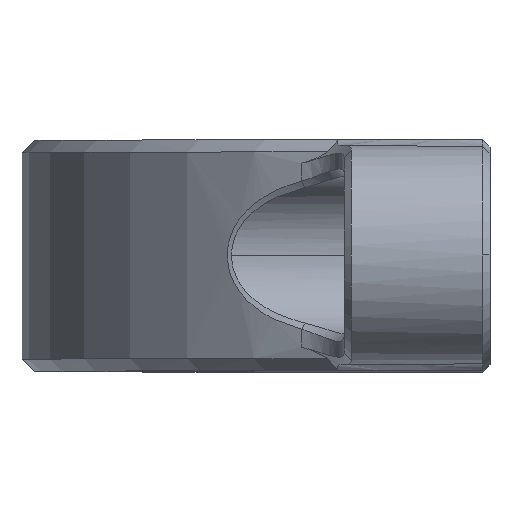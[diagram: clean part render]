
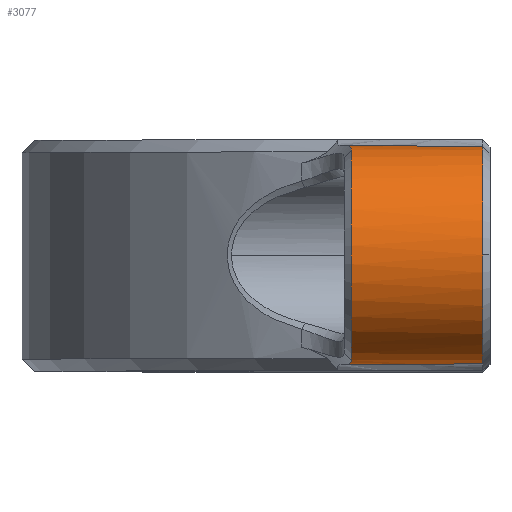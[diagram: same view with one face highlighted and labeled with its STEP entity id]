
A CAD part, top view. The second image highlights one B-rep face of the part: STEP entity #3077.
In plain terms, the highlighted cylindrical face has radius 4.5 mm (diameter 9 mm), a partial arc.
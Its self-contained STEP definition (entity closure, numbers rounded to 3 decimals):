
#85 = CARTESIAN_POINT ( 'NONE',  ( 26.243, 27.571, 20.01 ) ) ;
#209 = CARTESIAN_POINT ( 'NONE',  ( 27.204, 23.1, 19.5 ) ) ;
#240 = B_SPLINE_CURVE_WITH_KNOTS ( 'NONE', 3,
 ( #3657, #3675, #4442, #1197, #2024, #3608 ),
 .UNSPECIFIED., .F., .F.,
 ( 4, 2, 4 ),
 ( 0.424, 0.712, 1. ),
 .UNSPECIFIED. ) ;
#253 = EDGE_CURVE ( 'NONE', #3202, #1368, #2088, .T. ) ;
#297 = CARTESIAN_POINT ( 'NONE',  ( 21.492, 27.594, 19.264 ) ) ;
#427 = CARTESIAN_POINT ( 'NONE',  ( 23.379, 18.6, 19.644 ) ) ;
#456 = EDGE_CURVE ( 'NONE', #1419, #5392, #2101, .T. ) ;
#522 = ORIENTED_EDGE ( 'NONE', *, *, #253, .T. ) ;
#526 = ORIENTED_EDGE ( 'NONE', *, *, #4086, .T. ) ;
#572 = AXIS2_PLACEMENT_3D ( 'NONE', #3407, #4695, #1341 ) ;
#710 = FACE_OUTER_BOUND ( 'NONE', #3701, .T. ) ;
#804 = EDGE_CURVE ( 'NONE', #1368, #4687, #4906, .T. ) ;
#847 = CARTESIAN_POINT ( 'NONE',  ( 27.204, 18.633, 20.043 ) ) ;
#867 = CARTESIAN_POINT ( 'NONE',  ( 25.285, 18.617, 19.918 ) ) ;
#1153 = CARTESIAN_POINT ( 'NONE',  ( 21.492, 18.606, 19.264 ) ) ;
#1197 = CARTESIAN_POINT ( 'NONE',  ( 21.775, 27.544, 20.252 ) ) ;
#1248 = CARTESIAN_POINT ( 'NONE',  ( 21.672, 18.6, 19.747 ) ) ;
#1267 = CARTESIAN_POINT ( 'NONE',  ( 21.594, 18.594, 19.498 ) ) ;
#1323 = EDGE_CURVE ( 'NONE', #1850, #1419, #5042, .T. ) ;
#1341 = DIRECTION ( 'NONE',  ( 0., 0., -1. ) ) ;
#1345 = AXIS2_PLACEMENT_3D ( 'NONE', #3402, #3819, #4655 ) ;
#1368 = VERTEX_POINT ( 'NONE', #4227 ) ;
#1379 = ORIENTED_EDGE ( 'NONE', *, *, #4303, .T. ) ;
#1387 = ORIENTED_EDGE ( 'NONE', *, *, #456, .T. ) ;
#1399 = DIRECTION ( 'NONE',  ( -1., 0., 0. ) ) ;
#1419 = VERTEX_POINT ( 'NONE', #3214 ) ;
#1629 = CARTESIAN_POINT ( 'NONE',  ( 21.8, 18.779, 20.755 ) ) ;
#1658 = EDGE_CURVE ( 'NONE', #4687, #2307, #2544, .T. ) ;
#1850 = VERTEX_POINT ( 'NONE', #2486 ) ;
#1856 = CARTESIAN_POINT ( 'NONE',  ( 27.204, 27.567, 20.043 ) ) ;
#2024 = CARTESIAN_POINT ( 'NONE',  ( 21.8, 27.495, 20.502 ) ) ;
#2088 = CIRCLE ( 'NONE', #4786, 4.5 ) ;
#2101 = B_SPLINE_CURVE_WITH_KNOTS ( 'NONE', 3,
 ( #1629, #3349, #3692, #1248, #1267, #4154 ),
 .UNSPECIFIED., .F., .F.,
 ( 4, 2, 4 ),
 ( 0., 0.288, 0.576 ),
 .UNSPECIFIED. ) ;
#2152 = CARTESIAN_POINT ( 'NONE',  ( 26.243, 18.629, 20.01 ) ) ;
#2170 = AXIS2_PLACEMENT_3D ( 'NONE', #3497, #1399, #5192 ) ;
#2307 = VERTEX_POINT ( 'NONE', #3434 ) ;
#2344 = DIRECTION ( 'NONE',  ( -1., 0., 0. ) ) ;
#2486 = CARTESIAN_POINT ( 'NONE',  ( 21.8, 27.421, 20.755 ) ) ;
#2544 = B_SPLINE_CURVE_WITH_KNOTS ( 'NONE', 3,
 ( #1856, #85, #3621, #4045, #3588, #297 ),
 .UNSPECIFIED., .F., .F.,
 ( 4, 2, 4 ),
 ( 0.001, 0.004, 0.007 ),
 .UNSPECIFIED. ) ;
#2760 = DIRECTION ( 'NONE',  ( 0., 0., 1. ) ) ;
#2940 = ORIENTED_EDGE ( 'NONE', *, *, #804, .T. ) ;
#3077 = ADVANCED_FACE ( 'NONE', ( #710 ), #4333, .T. ) ;
#3202 = VERTEX_POINT ( 'NONE', #4002 ) ;
#3214 = CARTESIAN_POINT ( 'NONE',  ( 21.8, 18.779, 20.755 ) ) ;
#3349 = CARTESIAN_POINT ( 'NONE',  ( 21.8, 18.705, 20.502 ) ) ;
#3402 = CARTESIAN_POINT ( 'NONE',  ( 21.5, 23.1, 19.5 ) ) ;
#3407 = CARTESIAN_POINT ( 'NONE',  ( 21.8, 23.1, 19.5 ) ) ;
#3434 = CARTESIAN_POINT ( 'NONE',  ( 21.492, 27.594, 19.264 ) ) ;
#3473 = CARTESIAN_POINT ( 'NONE',  ( 27.204, 27.567, 20.043 ) ) ;
#3497 = CARTESIAN_POINT ( 'NONE',  ( 27.204, 23.1, 19.5 ) ) ;
#3588 = CARTESIAN_POINT ( 'NONE',  ( 22.434, 27.604, 19.466 ) ) ;
#3608 = CARTESIAN_POINT ( 'NONE',  ( 21.8, 27.421, 20.755 ) ) ;
#3621 = CARTESIAN_POINT ( 'NONE',  ( 25.286, 27.583, 19.918 ) ) ;
#3657 = CARTESIAN_POINT ( 'NONE',  ( 21.492, 27.594, 19.264 ) ) ;
#3675 = CARTESIAN_POINT ( 'NONE',  ( 21.594, 27.606, 19.498 ) ) ;
#3692 = CARTESIAN_POINT ( 'NONE',  ( 21.775, 18.656, 20.252 ) ) ;
#3701 = EDGE_LOOP ( 'NONE', ( #1379, #522, #2940, #3833, #526, #5029, #1387 ) ) ;
#3819 = DIRECTION ( 'NONE',  ( 1., 0., 0. ) ) ;
#3833 = ORIENTED_EDGE ( 'NONE', *, *, #1658, .T. ) ;
#4002 = CARTESIAN_POINT ( 'NONE',  ( 27.204, 18.633, 20.043 ) ) ;
#4045 = CARTESIAN_POINT ( 'NONE',  ( 23.38, 27.6, 19.644 ) ) ;
#4086 = EDGE_CURVE ( 'NONE', #2307, #1850, #240, .T. ) ;
#4154 = CARTESIAN_POINT ( 'NONE',  ( 21.492, 18.606, 19.264 ) ) ;
#4193 = CARTESIAN_POINT ( 'NONE',  ( 22.433, 18.596, 19.466 ) ) ;
#4227 = CARTESIAN_POINT ( 'NONE',  ( 27.204, 23.1, 24. ) ) ;
#4303 = EDGE_CURVE ( 'NONE', #5392, #3202, #5139, .T. ) ;
#4333 = CYLINDRICAL_SURFACE ( 'NONE', #1345, 4.5 ) ;
#4442 = CARTESIAN_POINT ( 'NONE',  ( 21.672, 27.6, 19.747 ) ) ;
#4655 = DIRECTION ( 'NONE',  ( 0., 0., -1. ) ) ;
#4687 = VERTEX_POINT ( 'NONE', #3473 ) ;
#4695 = DIRECTION ( 'NONE',  ( 1., 0., 0. ) ) ;
#4786 = AXIS2_PLACEMENT_3D ( 'NONE', #209, #2344, #2760 ) ;
#4906 = CIRCLE ( 'NONE', #2170, 4.5 ) ;
#5029 = ORIENTED_EDGE ( 'NONE', *, *, #1323, .T. ) ;
#5042 = CIRCLE ( 'NONE', #572, 4.5 ) ;
#5139 = B_SPLINE_CURVE_WITH_KNOTS ( 'NONE', 3,
 ( #5395, #4193, #427, #867, #2152, #847 ),
 .UNSPECIFIED., .F., .F.,
 ( 4, 2, 4 ),
 ( 0., 0.003, 0.006 ),
 .UNSPECIFIED. ) ;
#5192 = DIRECTION ( 'NONE',  ( 0., 0., 1. ) ) ;
#5392 = VERTEX_POINT ( 'NONE', #1153 ) ;
#5395 = CARTESIAN_POINT ( 'NONE',  ( 21.492, 18.606, 19.264 ) ) ;
